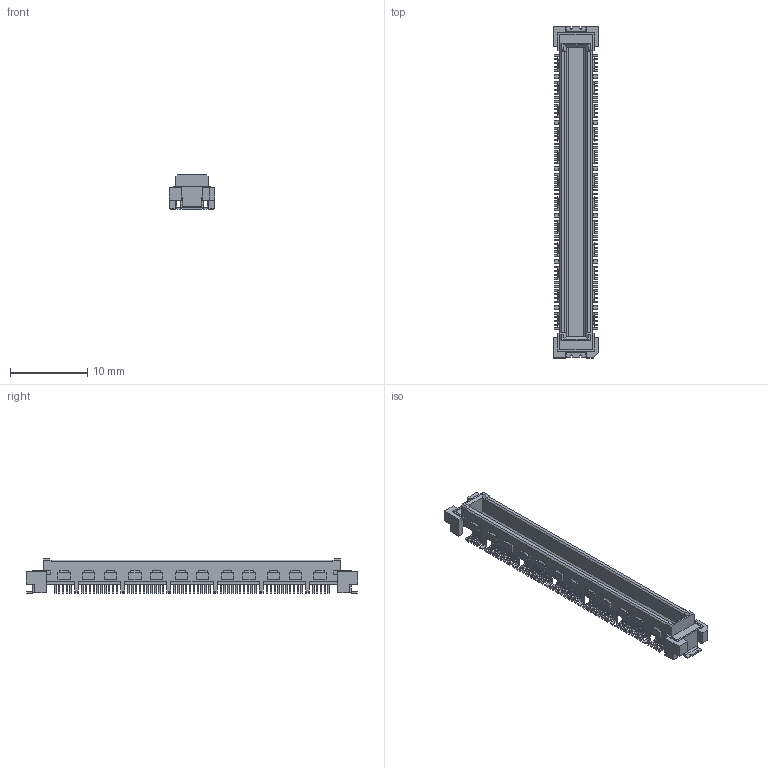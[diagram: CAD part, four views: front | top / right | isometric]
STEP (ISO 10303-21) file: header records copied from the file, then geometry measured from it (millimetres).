
FILE_DESCRIPTION(('OneSpaceDesigner STEP Export'),'2;1');
FILE_NAME('FX10B-120P12-SV1.stp','2007-12-17T18:25:28',(''),(''),'OneSpace Designer STEP processor for AP214 (Solid Model)','OneSpace Modeling 15.00A 14-Mar-2007 (C) CoCreate Software GmbH','');
FILE_SCHEMA(('AUTOMOTIVE_DESIGN { 1 0 10303 214 1 1 1 1 }'));
Products named in the file (2): FX10B-120P12-SV1
Assembly tree (1 placements, depth 2):
  FX10B-120P12-SV1
    FX10B-120P12-SV1
Bounding box: 5.9 x 43.1 x 4.5 mm (x, y, z)
Volume: 336.3 mm3; surface area: 1187.8 mm2
Topology: 1 solids, 1 shells, 2042 faces, 5637 edges, 3742 vertices
Faces by surface type: plane 1751, cylinder 291
Entity records: 63794 total; most frequent: CARTESIAN_POINT 11333, ORIENTED_EDGE 11274, DIRECTION 10167, EDGE_CURVE 5637, VECTOR 5015, LINE 5015, VERTEX_POINT 3742, AXIS2_PLACEMENT_3D 2576
